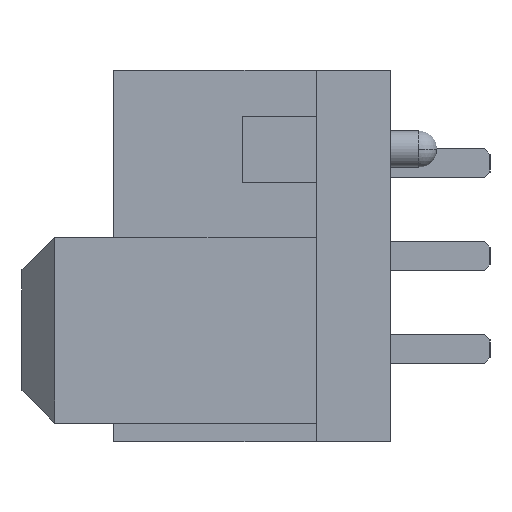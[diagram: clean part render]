
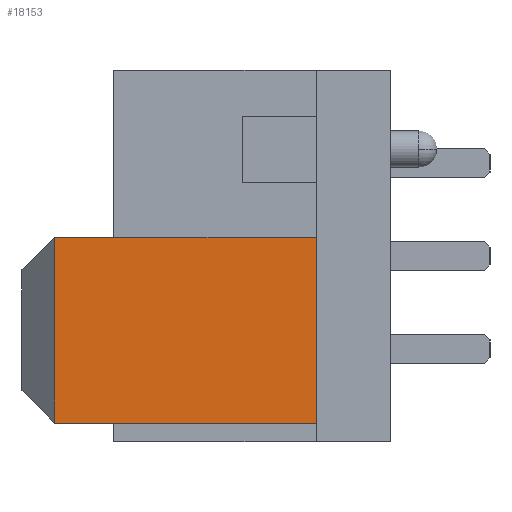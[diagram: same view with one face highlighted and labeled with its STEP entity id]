
A CAD part, left-side view. The second image highlights one B-rep face of the part: STEP entity #18153.
In plain terms, the highlighted planar face has unit normal (-1, 0, 0).
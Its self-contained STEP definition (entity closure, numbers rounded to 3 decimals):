
#256 = LINE ( 'NONE', #17049, #6639 ) ;
#345 = EDGE_CURVE ( 'NONE', #7969, #12808, #12599, .T. ) ;
#1390 = FACE_OUTER_BOUND ( 'NONE', #9300, .T. ) ;
#1650 = CARTESIAN_POINT ( 'NONE',  ( -17.63, 9.19, 5.08 ) ) ;
#2098 = DIRECTION ( 'NONE',  ( 1., 0., 0. ) ) ;
#2590 = EDGE_CURVE ( 'NONE', #4833, #7969, #13392, .T. ) ;
#2710 = CARTESIAN_POINT ( 'NONE',  ( -17.63, 9.19, 0.51 ) ) ;
#2743 = VECTOR ( 'NONE', #11865, 1000. ) ;
#4132 = EDGE_CURVE ( 'NONE', #6958, #4833, #256, .T. ) ;
#4833 = VERTEX_POINT ( 'NONE', #18241 ) ;
#6260 = ORIENTED_EDGE ( 'NONE', *, *, #345, .T. ) ;
#6639 = VECTOR ( 'NONE', #7032, 1000. ) ;
#6958 = VERTEX_POINT ( 'NONE', #10002 ) ;
#7032 = DIRECTION ( 'NONE',  ( 0., 0., 1. ) ) ;
#7171 = ORIENTED_EDGE ( 'NONE', *, *, #2590, .T. ) ;
#7194 = DIRECTION ( 'NONE',  ( 0., 0., -1. ) ) ;
#7969 = VERTEX_POINT ( 'NONE', #2710 ) ;
#8844 = ORIENTED_EDGE ( 'NONE', *, *, #10828, .F. ) ;
#9300 = EDGE_LOOP ( 'NONE', ( #7171, #6260, #8844, #17269 ) ) ;
#10002 = CARTESIAN_POINT ( 'NONE',  ( -17.63, 2.03, -4.57 ) ) ;
#10498 = CARTESIAN_POINT ( 'NONE',  ( -17.63, 9.19, -4.57 ) ) ;
#10507 = PLANE ( 'NONE',  #12999 ) ;
#10571 = CARTESIAN_POINT ( 'NONE',  ( -17.63, 9.19, 5.08 ) ) ;
#10828 = EDGE_CURVE ( 'NONE', #6958, #12808, #15998, .T. ) ;
#11049 = VECTOR ( 'NONE', #7194, 1000. ) ;
#11865 = DIRECTION ( 'NONE',  ( 0., 1., 0. ) ) ;
#11894 = DIRECTION ( 'NONE',  ( 0., 1., 0. ) ) ;
#11923 = CARTESIAN_POINT ( 'NONE',  ( -17.63, 2.03, 0.51 ) ) ;
#12459 = DIRECTION ( 'NONE',  ( 0., 1., 0. ) ) ;
#12599 = LINE ( 'NONE', #1650, #11049 ) ;
#12808 = VERTEX_POINT ( 'NONE', #10498 ) ;
#12999 = AXIS2_PLACEMENT_3D ( 'NONE', #10571, #2098, #11894 ) ;
#13336 = VECTOR ( 'NONE', #12459, 1000. ) ;
#13392 = LINE ( 'NONE', #11923, #2743 ) ;
#15998 = LINE ( 'NONE', #18174, #13336 ) ;
#17049 = CARTESIAN_POINT ( 'NONE',  ( -17.63, 2.03, -4.57 ) ) ;
#17269 = ORIENTED_EDGE ( 'NONE', *, *, #4132, .T. ) ;
#18153 = ADVANCED_FACE ( 'NONE', ( #1390 ), #10507, .F. ) ;
#18174 = CARTESIAN_POINT ( 'NONE',  ( -17.63, 2.03, -4.57 ) ) ;
#18241 = CARTESIAN_POINT ( 'NONE',  ( -17.63, 2.03, 0.51 ) ) ;
